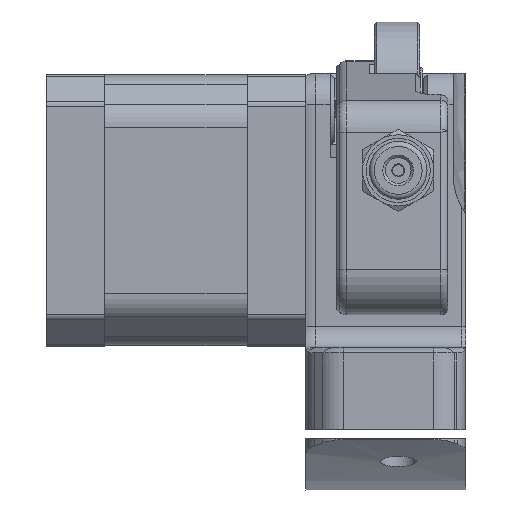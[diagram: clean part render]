
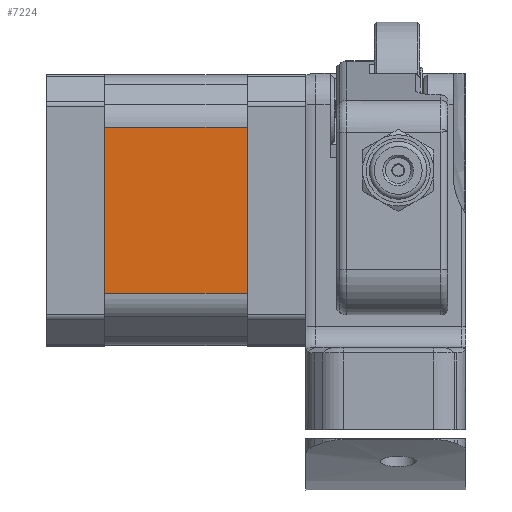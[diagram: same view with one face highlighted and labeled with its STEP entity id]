
A CAD part, front view. The second image highlights one B-rep face of the part: STEP entity #7224.
In plain terms, the highlighted face is planar.
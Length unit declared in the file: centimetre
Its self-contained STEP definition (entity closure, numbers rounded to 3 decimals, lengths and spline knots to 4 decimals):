
#630=LINE('',#28628,#976);
#674=LINE('',#28735,#1020);
#675=LINE('',#28737,#1021);
#676=LINE('',#28738,#1022);
#976=VECTOR('',#10070,2.5658);
#1020=VECTOR('',#10170,2.2);
#1021=VECTOR('',#10171,2.5658);
#1022=VECTOR('',#10172,2.2);
#1266=PLANE('',#8122);
#2000=FACE_OUTER_BOUND('',#2664,.T.);
#2664=EDGE_LOOP('',(#6449,#6450,#6451,#6452));
#3741=VERTEX_POINT('',#28625);
#3742=VERTEX_POINT('',#28627);
#3777=VERTEX_POINT('',#28734);
#3778=VERTEX_POINT('',#28736);
#4637=EDGE_CURVE('',#3742,#3741,#630,.T.);
#4694=EDGE_CURVE('',#3741,#3777,#674,.T.);
#4695=EDGE_CURVE('',#3778,#3777,#675,.T.);
#4696=EDGE_CURVE('',#3778,#3742,#676,.T.);
#6449=ORIENTED_EDGE('',*,*,#4637,.T.);
#6450=ORIENTED_EDGE('',*,*,#4694,.T.);
#6451=ORIENTED_EDGE('',*,*,#4695,.F.);
#6452=ORIENTED_EDGE('',*,*,#4696,.T.);
#7224=ADVANCED_FACE('',(#2000),#1266,.F.);
#8122=AXIS2_PLACEMENT_3D('',#28733,#10168,#10169);
#10070=DIRECTION('',(0.,0.,-1.));
#10168=DIRECTION('center_axis',(-1.,0.,0.));
#10169=DIRECTION('ref_axis',(0.,0.,1.));
#10170=DIRECTION('',(0.,1.,0.));
#10171=DIRECTION('',(0.,0.,-1.));
#10172=DIRECTION('',(0.,-1.,0.));
#28625=CARTESIAN_POINT('',(2.09,0.9,-1.2829));
#28627=CARTESIAN_POINT('',(2.09,0.9,1.2829));
#28628=CARTESIAN_POINT('',(2.09,0.9,1.49));
#28733=CARTESIAN_POINT('Origin',(2.09,3.1,1.49));
#28734=CARTESIAN_POINT('',(2.09,3.1,-1.2829));
#28735=CARTESIAN_POINT('',(2.09,3.1,-1.2829));
#28736=CARTESIAN_POINT('',(2.09,3.1,1.2829));
#28737=CARTESIAN_POINT('',(2.09,3.1,1.49));
#28738=CARTESIAN_POINT('',(2.09,3.1,1.2829));
